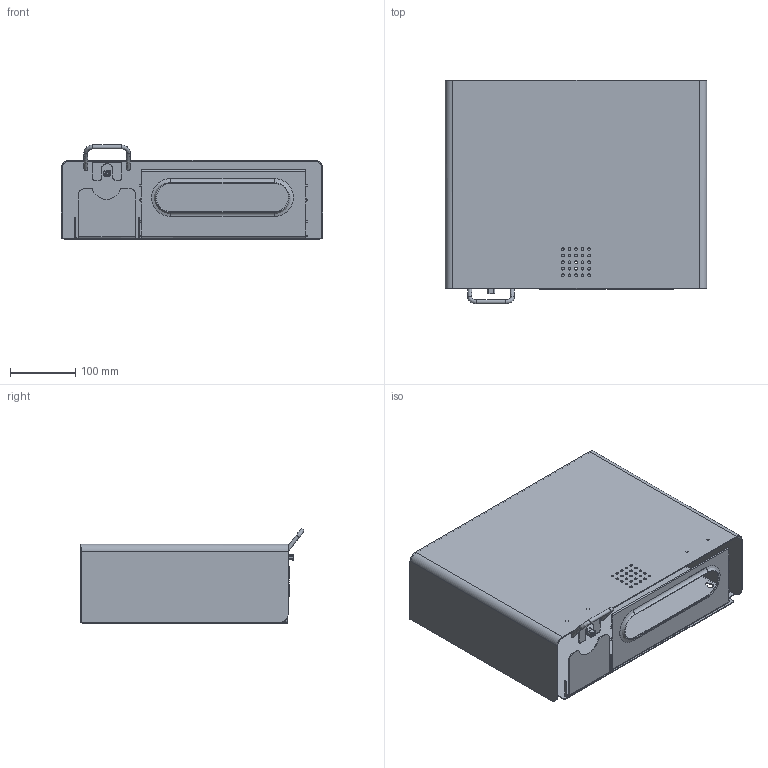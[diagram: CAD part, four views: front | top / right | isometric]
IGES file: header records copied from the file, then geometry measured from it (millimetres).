
Global section: file name: 120_Rev_E; native system: Autodesk Inventor 2022; preprocessor: unknown; author: R. Madlener; date: 20230704.165845; units: millimetre
Bounding box: 400 x 342.22 x 143.88 mm (x, y, z)
Volume: 556506.7 mm3; surface area: 796735.5 mm2
Topology: 6 solids, 6 shells, 320 faces, 856 edges, 556 vertices
Faces by surface type: bspline 320
